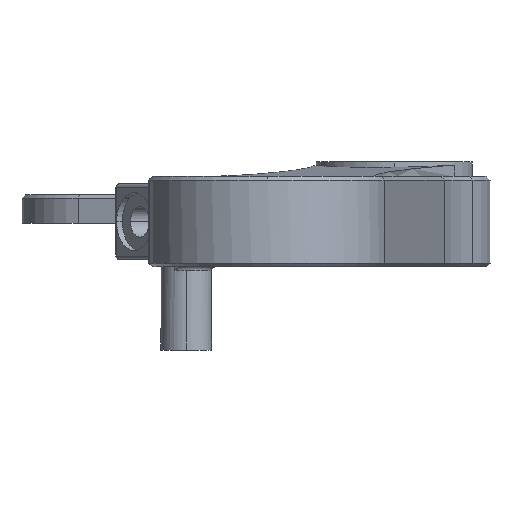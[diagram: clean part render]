
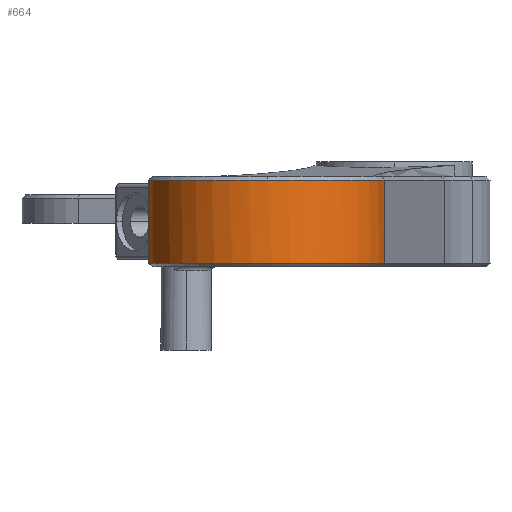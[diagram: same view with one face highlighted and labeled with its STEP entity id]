
A CAD part, left-side view. The second image highlights one B-rep face of the part: STEP entity #664.
In plain terms, the highlighted cylindrical face has radius 33 mm (diameter 66 mm), a partial arc.
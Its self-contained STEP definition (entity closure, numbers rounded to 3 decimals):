
#226 = VERTEX_POINT ( 'NONE', #27582 ) ;
#664 = ADVANCED_FACE ( 'NONE', ( #8473 ), #8475, .T. ) ;
#930 = EDGE_CURVE ( 'NONE', #1326, #1343, #8799, .T. ) ;
#1326 = VERTEX_POINT ( 'NONE', #15171 ) ;
#1343 = VERTEX_POINT ( 'NONE', #15188 ) ;
#3201 = ORIENTED_EDGE ( 'NONE', *, *, #9253, .T. ) ;
#3215 = ORIENTED_EDGE ( 'NONE', *, *, #930, .T. ) ;
#3219 = ORIENTED_EDGE ( 'NONE', *, *, #9255, .T. ) ;
#3220 = ORIENTED_EDGE ( 'NONE', *, *, #9254, .T. ) ;
#3227 = ORIENTED_EDGE ( 'NONE', *, *, #9249, .T. ) ;
#5221 = EDGE_LOOP ( 'NONE', ( #3201, #3220, #3227, #3215, #3219 ) ) ;
#8473 = FACE_OUTER_BOUND ( 'NONE', #5221, .T. ) ;
#8475 = CYLINDRICAL_SURFACE ( 'NONE', #17447, 33. ) ;
#8799 = CIRCLE ( 'NONE', #17634, 33. ) ;
#9249 = EDGE_CURVE ( 'NONE', #226, #1326, #23963, .T. ) ;
#9253 = EDGE_CURVE ( 'NONE', #9848, #26843, #23971, .T. ) ;
#9254 = EDGE_CURVE ( 'NONE', #26843, #226, #23973, .T. ) ;
#9255 = EDGE_CURVE ( 'NONE', #1343, #9848, #23975, .T. ) ;
#9848 = VERTEX_POINT ( 'NONE', #27275 ) ;
#10266 = CARTESIAN_POINT ( 'NONE',  ( -102.5, 0., -1. ) ) ;
#10267 = DIRECTION ( 'NONE',  ( 0., 0., -1. ) ) ;
#10268 = DIRECTION ( 'NONE',  ( 1., 0., 0. ) ) ;
#15171 = CARTESIAN_POINT ( 'NONE',  ( -109.514, -32.246, -1. ) ) ;
#15188 = CARTESIAN_POINT ( 'NONE',  ( -135.5, 0., -1. ) ) ;
#17447 = AXIS2_PLACEMENT_3D ( 'NONE', #25114, #25111, #25110 ) ;
#17634 = AXIS2_PLACEMENT_3D ( 'NONE', #10266, #10267, #10268 ) ;
#17752 = AXIS2_PLACEMENT_3D ( 'NONE', #23467, #23468, #23469 ) ;
#17753 = AXIS2_PLACEMENT_3D ( 'NONE', #23472, #23473, #23474 ) ;
#23456 = CARTESIAN_POINT ( 'NONE',  ( -109.514, -32.246, -25. ) ) ;
#23457 = DIRECTION ( 'NONE',  ( 0., 0., 1. ) ) ;
#23463 = CARTESIAN_POINT ( 'NONE',  ( -106.12, 32.801, -25. ) ) ;
#23464 = DIRECTION ( 'NONE',  ( 0., 0., -1. ) ) ;
#23467 = CARTESIAN_POINT ( 'NONE',  ( -102.5, 0., -24. ) ) ;
#23468 = DIRECTION ( 'NONE',  ( 0., 0., 1. ) ) ;
#23469 = DIRECTION ( 'NONE',  ( 1., 0., 0. ) ) ;
#23472 = CARTESIAN_POINT ( 'NONE',  ( -102.5, 0., -1. ) ) ;
#23473 = DIRECTION ( 'NONE',  ( 0., 0., -1. ) ) ;
#23474 = DIRECTION ( 'NONE',  ( 1., 0., 0. ) ) ;
#23963 = LINE ( 'NONE', #23456, #23966 ) ;
#23966 = VECTOR ( 'NONE', #23457, 1000. ) ;
#23971 = LINE ( 'NONE', #23463, #23974 ) ;
#23973 = CIRCLE ( 'NONE', #17752, 33. ) ;
#23974 = VECTOR ( 'NONE', #23464, 1000. ) ;
#23975 = CIRCLE ( 'NONE', #17753, 33. ) ;
#25110 = DIRECTION ( 'NONE',  ( 1., 0., 0. ) ) ;
#25111 = DIRECTION ( 'NONE',  ( 0., 0., 1. ) ) ;
#25114 = CARTESIAN_POINT ( 'NONE',  ( -102.5, 0., -25. ) ) ;
#26843 = VERTEX_POINT ( 'NONE', #27339 ) ;
#27275 = CARTESIAN_POINT ( 'NONE',  ( -106.12, 32.801, -1. ) ) ;
#27339 = CARTESIAN_POINT ( 'NONE',  ( -106.12, 32.801, -24. ) ) ;
#27582 = CARTESIAN_POINT ( 'NONE',  ( -109.514, -32.246, -24. ) ) ;
